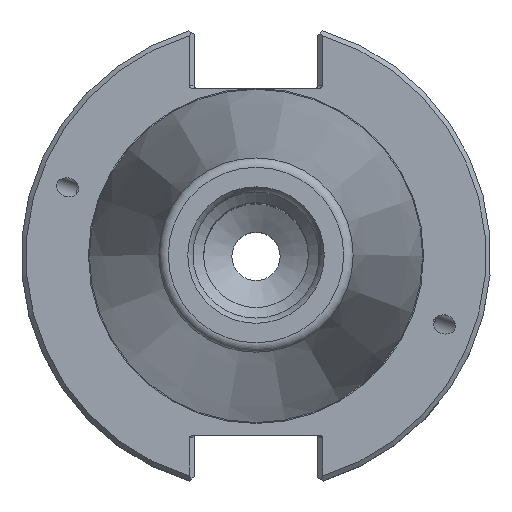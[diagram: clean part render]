
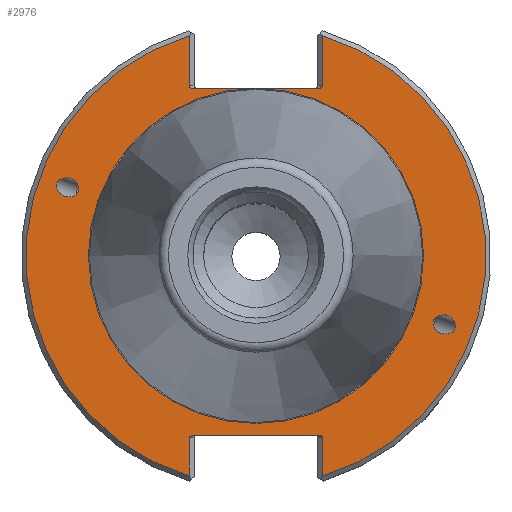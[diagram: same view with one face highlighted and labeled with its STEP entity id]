
A CAD part, top view. The second image highlights one B-rep face of the part: STEP entity #2976.
In plain terms, the highlighted planar face has unit normal (0, 0, 1).
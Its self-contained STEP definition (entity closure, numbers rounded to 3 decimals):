
#24=ELLIPSE('',#3182,2.381,1.95);
#25=ELLIPSE('',#3188,0.707,0.5);
#26=ELLIPSE('',#3190,0.707,0.5);
#27=ELLIPSE('',#3195,2.381,1.95);
#35=ELLIPSE('',#3220,0.707,0.5);
#36=ELLIPSE('',#3222,0.707,0.5);
#86=LINE('',#4556,#167);
#87=LINE('',#4565,#168);
#92=LINE('',#4584,#173);
#93=LINE('',#4596,#174);
#103=LINE('',#4630,#184);
#114=LINE('',#4677,#195);
#167=VECTOR('',#3671,1000.);
#168=VECTOR('',#3678,1000.);
#173=VECTOR('',#3693,1000.);
#174=VECTOR('',#3704,1000.);
#184=VECTOR('',#3730,1000.);
#195=VECTOR('',#3775,1000.);
#234=PLANE('',#3221);
#822=ORIENTED_EDGE('',*,*,#1104,.F.);
#823=ORIENTED_EDGE('',*,*,#1103,.T.);
#824=ORIENTED_EDGE('',*,*,#1101,.T.);
#825=ORIENTED_EDGE('',*,*,#1097,.T.);
#826=ORIENTED_EDGE('',*,*,#1119,.F.);
#827=ORIENTED_EDGE('',*,*,#1095,.T.);
#828=ORIENTED_EDGE('',*,*,#1093,.T.);
#829=ORIENTED_EDGE('',*,*,#1091,.T.);
#830=ORIENTED_EDGE('',*,*,#1090,.T.);
#831=ORIENTED_EDGE('',*,*,#1138,.T.);
#832=ORIENTED_EDGE('',*,*,#1140,.F.);
#833=ORIENTED_EDGE('',*,*,#1141,.T.);
#834=ORIENTED_EDGE('',*,*,#1105,.T.);
#835=ORIENTED_EDGE('',*,*,#1087,.F.);
#836=ORIENTED_EDGE('',*,*,#1086,.F.);
#1086=EDGE_CURVE('',#1315,#1315,#1441,.T.);
#1087=EDGE_CURVE('',#1316,#1316,#24,.T.);
#1090=EDGE_CURVE('',#1317,#1318,#86,.T.);
#1091=EDGE_CURVE('',#1319,#1317,#1442,.T.);
#1093=EDGE_CURVE('',#1320,#1319,#87,.T.);
#1095=EDGE_CURVE('',#1321,#1320,#25,.F.);
#1097=EDGE_CURVE('',#1322,#1323,#26,.F.);
#1101=EDGE_CURVE('',#1324,#1322,#92,.T.);
#1103=EDGE_CURVE('',#1325,#1324,#1443,.T.);
#1104=EDGE_CURVE('',#1326,#1326,#27,.T.);
#1105=EDGE_CURVE('',#1327,#1325,#93,.T.);
#1119=EDGE_CURVE('',#1321,#1323,#103,.T.);
#1138=EDGE_CURVE('',#1318,#1345,#35,.F.);
#1140=EDGE_CURVE('',#1346,#1345,#114,.T.);
#1141=EDGE_CURVE('',#1346,#1327,#36,.F.);
#1315=VERTEX_POINT('',#4544);
#1316=VERTEX_POINT('',#4547);
#1317=VERTEX_POINT('',#4553);
#1318=VERTEX_POINT('',#4555);
#1319=VERTEX_POINT('',#4559);
#1320=VERTEX_POINT('',#4566);
#1321=VERTEX_POINT('',#4570);
#1322=VERTEX_POINT('',#4574);
#1323=VERTEX_POINT('',#4575);
#1324=VERTEX_POINT('',#4583);
#1325=VERTEX_POINT('',#4590);
#1326=VERTEX_POINT('',#4594);
#1327=VERTEX_POINT('',#4597);
#1345=VERTEX_POINT('',#4674);
#1346=VERTEX_POINT('',#4678);
#1441=CIRCLE('',#3180,35.118);
#1442=CIRCLE('',#3185,48.21);
#1443=CIRCLE('',#3193,48.21);
#1634=EDGE_LOOP('',(#822));
#1635=EDGE_LOOP('',(#823,#824,#825,#826,#827,#828,#829,#830,#831,#832,#833,
#834));
#1636=EDGE_LOOP('',(#835));
#1637=EDGE_LOOP('',(#836));
#1848=FACE_BOUND('',#1634,.T.);
#1849=FACE_BOUND('',#1635,.T.);
#1850=FACE_BOUND('',#1636,.T.);
#1851=FACE_BOUND('',#1637,.T.);
#2976=ADVANCED_FACE('',(#1848,#1849,#1850,#1851),#234,.T.);
#3180=AXIS2_PLACEMENT_3D('',#4543,#3662,#3663);
#3182=AXIS2_PLACEMENT_3D('',#4546,#3666,#3667);
#3185=AXIS2_PLACEMENT_3D('',#4558,#3674,#3675);
#3188=AXIS2_PLACEMENT_3D('',#4569,#3682,#3683);
#3190=AXIS2_PLACEMENT_3D('',#4573,#3687,#3688);
#3193=AXIS2_PLACEMENT_3D('',#4591,#3696,#3697);
#3195=AXIS2_PLACEMENT_3D('',#4593,#3700,#3701);
#3220=AXIS2_PLACEMENT_3D('',#4673,#3770,#3771);
#3221=AXIS2_PLACEMENT_3D('',#4676,#3773,#3774);
#3222=AXIS2_PLACEMENT_3D('',#4679,#3776,#3777);
#3662=DIRECTION('',(0.,0.,1.));
#3663=DIRECTION('',(1.,0.,0.));
#3666=DIRECTION('',(0.,0.,1.));
#3667=DIRECTION('',(-0.94,0.342,0.));
#3671=DIRECTION('',(0.,-1.,0.));
#3674=DIRECTION('',(0.,0.,1.));
#3675=DIRECTION('',(1.,0.,0.));
#3678=DIRECTION('',(0.,-1.,0.));
#3682=DIRECTION('',(0.,0.,1.));
#3683=DIRECTION('',(1.,0.,0.));
#3687=DIRECTION('',(0.,0.,1.));
#3688=DIRECTION('',(1.,0.,0.));
#3693=DIRECTION('',(0.,1.,0.));
#3696=DIRECTION('',(0.,0.,1.));
#3697=DIRECTION('',(1.,0.,0.));
#3700=DIRECTION('',(0.,0.,1.));
#3701=DIRECTION('',(0.94,-0.342,0.));
#3704=DIRECTION('',(0.,1.,0.));
#3730=DIRECTION('',(-1.,0.,0.));
#3770=DIRECTION('',(0.,0.,1.));
#3771=DIRECTION('',(-1.,0.,0.));
#3773=DIRECTION('',(0.,0.,1.));
#3774=DIRECTION('',(1.,0.,0.));
#3775=DIRECTION('',(1.,0.,0.));
#3776=DIRECTION('',(0.,0.,1.));
#3777=DIRECTION('',(-1.,0.,0.));
#4543=CARTESIAN_POINT('',(0.,0.,-3.17));
#4544=CARTESIAN_POINT('',(35.118,0.,-3.17));
#4546=CARTESIAN_POINT('',(39.467,-14.365,-3.17));
#4547=CARTESIAN_POINT('',(37.23,-13.551,-3.17));
#4553=CARTESIAN_POINT('',(13.955,46.146,-3.17));
#4555=CARTESIAN_POINT('',(13.955,35.66,-3.17));
#4556=CARTESIAN_POINT('',(13.955,35.16,-3.17));
#4558=CARTESIAN_POINT('',(0.,0.,-3.17));
#4559=CARTESIAN_POINT('',(13.955,-46.146,-3.17));
#4565=CARTESIAN_POINT('',(13.955,-47.619,-3.17));
#4566=CARTESIAN_POINT('',(13.955,-38.07,-3.17));
#4569=CARTESIAN_POINT('',(13.248,-38.07,-3.17));
#4570=CARTESIAN_POINT('',(13.248,-37.57,-3.17));
#4573=CARTESIAN_POINT('',(-13.248,-38.07,-3.17));
#4574=CARTESIAN_POINT('',(-13.955,-38.07,-3.17));
#4575=CARTESIAN_POINT('',(-13.248,-37.57,-3.17));
#4583=CARTESIAN_POINT('',(-13.955,-46.146,-3.17));
#4584=CARTESIAN_POINT('',(-13.955,-37.57,-3.17));
#4590=CARTESIAN_POINT('',(-13.955,46.146,-3.17));
#4591=CARTESIAN_POINT('',(0.,0.,-3.17));
#4593=CARTESIAN_POINT('',(-39.467,14.365,-3.17));
#4594=CARTESIAN_POINT('',(-37.23,13.551,-3.17));
#4596=CARTESIAN_POINT('',(-13.955,47.619,-3.17));
#4597=CARTESIAN_POINT('',(-13.955,35.66,-3.17));
#4630=CARTESIAN_POINT('',(12.955,-37.57,-3.17));
#4673=CARTESIAN_POINT('',(13.248,35.66,-3.17));
#4674=CARTESIAN_POINT('',(13.248,35.16,-3.17));
#4676=CARTESIAN_POINT('',(35.118,0.,-3.17));
#4677=CARTESIAN_POINT('',(-12.955,35.16,-3.17));
#4678=CARTESIAN_POINT('',(-13.248,35.16,-3.17));
#4679=CARTESIAN_POINT('',(-13.248,35.66,-3.17));
